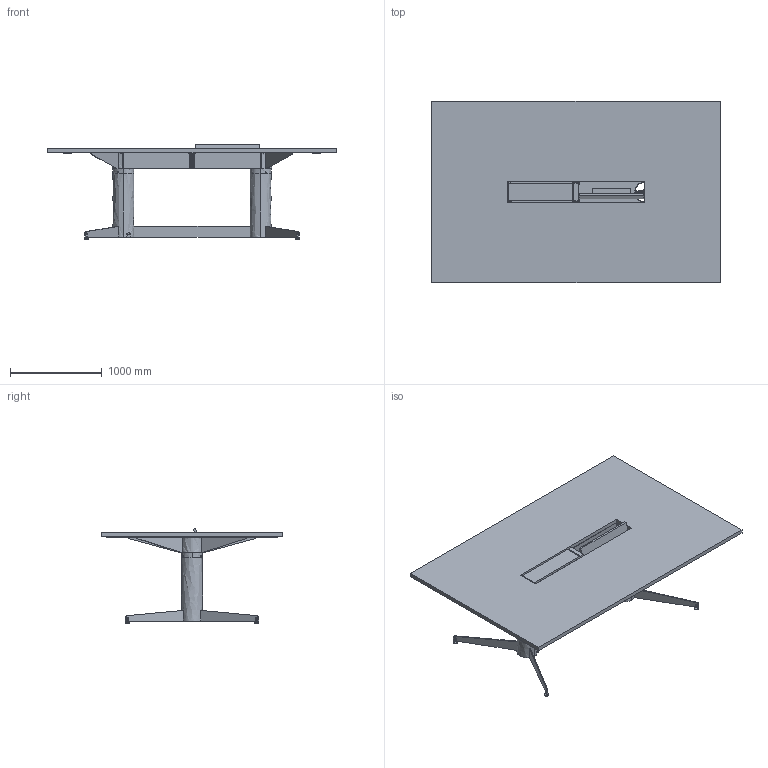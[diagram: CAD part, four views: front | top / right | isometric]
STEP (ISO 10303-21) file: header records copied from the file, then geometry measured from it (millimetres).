
FILE_DESCRIPTION(('FreeCAD Model'),'2;1');
FILE_NAME('Open CASCADE Shape Model','2025-05-04T13:33:15',('FreeCAD'),( 'FreeCAD'),'Open CASCADE STEP processor 7.6','FreeCAD','Unknown');
FILE_SCHEMA(('AUTOMOTIVE_DESIGN { 1 0 10303 214 1 1 1 1 }'));
Products named in the file (1): Open CASCADE STEP translator 7.6 1
Bounding box: 3134.22 x 1973.4 x 1027.81 mm (x, y, z)
Volume: 289145802.9 mm3; surface area: 21817634.1 mm2
Topology: 71 solids, 71 shells, 1349 faces, 3496 edges, 2280 vertices
Faces by surface type: bspline 1349
Entity records: 42514 total; most frequent: CARTESIAN_POINT 21753, ORIENTED_EDGE 6960, EDGE_CURVE 3480, B_SPLINE_CURVE_WITH_KNOTS 2332, VERTEX_POINT 2280, FACE_BOUND 1718, EDGE_LOOP 1718, ADVANCED_FACE 1349
